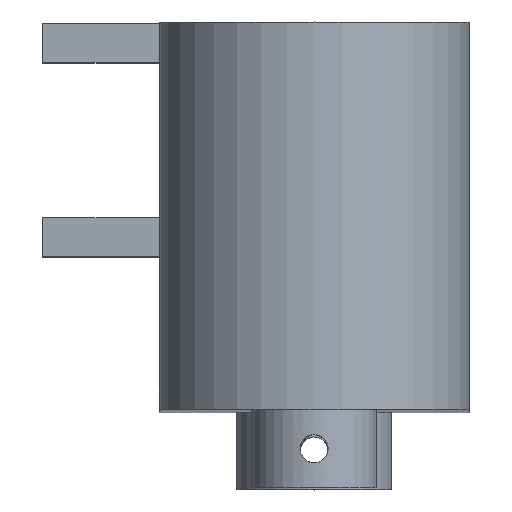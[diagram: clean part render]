
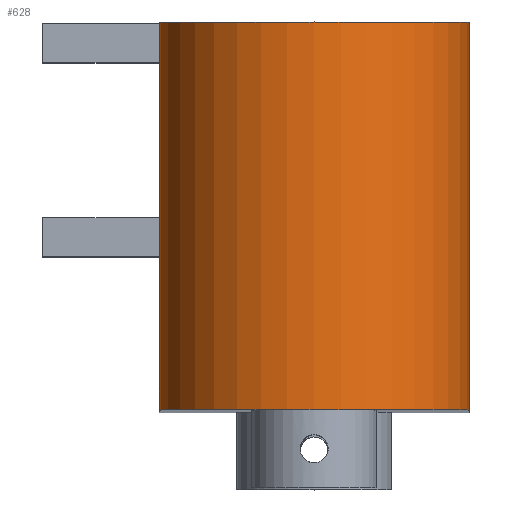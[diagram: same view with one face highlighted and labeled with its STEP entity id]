
A CAD part, top view. The second image highlights one B-rep face of the part: STEP entity #628.
In plain terms, the highlighted cylindrical face has radius 10 mm (diameter 20 mm), a partial arc.
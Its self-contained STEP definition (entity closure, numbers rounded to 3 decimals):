
#52=CYLINDRICAL_SURFACE('',#686,10.);
#62=CIRCLE('',#684,10.);
#64=CIRCLE('',#687,10.);
#91=FACE_OUTER_BOUND('',#130,.T.);
#130=EDGE_LOOP('',(#518,#519,#520,#521));
#196=LINE('',#1263,#258);
#197=LINE('',#1266,#259);
#258=VECTOR('',#814,10.);
#259=VECTOR('',#817,10.);
#315=VERTEX_POINT('',#1250);
#316=VERTEX_POINT('',#1252);
#320=VERTEX_POINT('',#1262);
#321=VERTEX_POINT('',#1264);
#387=EDGE_CURVE('',#316,#315,#62,.T.);
#392=EDGE_CURVE('',#320,#315,#196,.T.);
#393=EDGE_CURVE('',#321,#320,#64,.T.);
#394=EDGE_CURVE('',#321,#316,#197,.T.);
#518=ORIENTED_EDGE('',*,*,#387,.T.);
#519=ORIENTED_EDGE('',*,*,#392,.F.);
#520=ORIENTED_EDGE('',*,*,#393,.F.);
#521=ORIENTED_EDGE('',*,*,#394,.T.);
#628=ADVANCED_FACE('',(#91),#52,.T.);
#684=AXIS2_PLACEMENT_3D('',#1253,#805,#806);
#686=AXIS2_PLACEMENT_3D('',#1261,#812,#813);
#687=AXIS2_PLACEMENT_3D('',#1265,#815,#816);
#805=DIRECTION('center_axis',(0.,-1.,0.));
#806=DIRECTION('ref_axis',(-1.,0.,0.));
#812=DIRECTION('center_axis',(0.,1.,0.));
#813=DIRECTION('ref_axis',(-1.,0.,0.));
#814=DIRECTION('',(0.,1.,0.));
#815=DIRECTION('center_axis',(0.,-1.,0.));
#816=DIRECTION('ref_axis',(-1.,0.,0.));
#817=DIRECTION('',(0.,1.,0.));
#1250=CARTESIAN_POINT('',(-10.,20.,0.));
#1252=CARTESIAN_POINT('',(10.,20.,0.));
#1253=CARTESIAN_POINT('Origin',(0.,20.,0.));
#1261=CARTESIAN_POINT('Origin',(0.,5.,0.));
#1262=CARTESIAN_POINT('',(-10.,-5.,0.));
#1263=CARTESIAN_POINT('',(-10.,5.,0.));
#1264=CARTESIAN_POINT('',(10.,-5.,0.));
#1265=CARTESIAN_POINT('Origin',(0.,-5.,0.));
#1266=CARTESIAN_POINT('',(10.,5.,0.));
